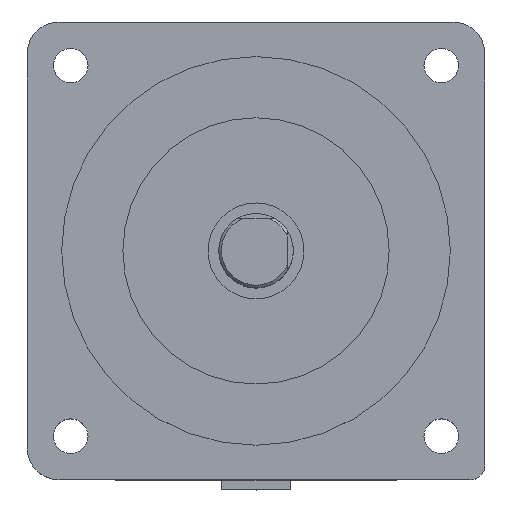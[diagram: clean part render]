
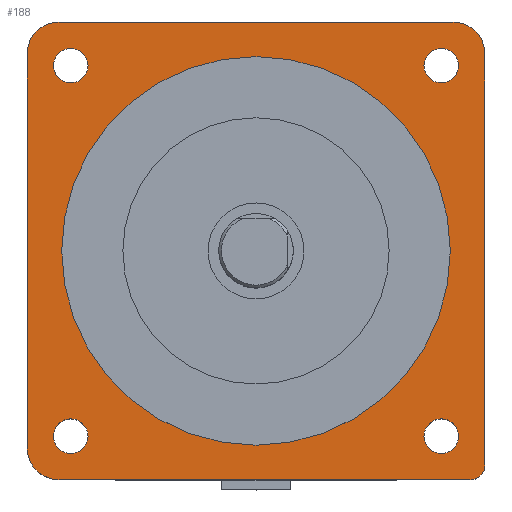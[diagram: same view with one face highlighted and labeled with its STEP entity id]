
A CAD part, top view. The second image highlights one B-rep face of the part: STEP entity #188.
In plain terms, the highlighted planar face has unit normal (0, 0, 1).
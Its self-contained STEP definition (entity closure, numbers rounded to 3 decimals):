
#188 = ADVANCED_FACE( '', ( #487, #488, #489, #490, #491, #492 ), #493, .T. );
#487 = FACE_BOUND( '', #914, .T. );
#488 = FACE_OUTER_BOUND( '', #915, .T. );
#489 = FACE_BOUND( '', #916, .T. );
#490 = FACE_BOUND( '', #917, .T. );
#491 = FACE_BOUND( '', #918, .T. );
#492 = FACE_BOUND( '', #919, .T. );
#493 = PLANE( '', #920 );
#914 = EDGE_LOOP( '', ( #1449 ) );
#915 = EDGE_LOOP( '', ( #1450, #1451, #1452, #1453, #1454, #1455, #1456, #1457 ) );
#916 = EDGE_LOOP( '', ( #1458 ) );
#917 = EDGE_LOOP( '', ( #1459 ) );
#918 = EDGE_LOOP( '', ( #1460 ) );
#919 = EDGE_LOOP( '', ( #1461 ) );
#920 = AXIS2_PLACEMENT_3D( '', #1462, #1463, #1464 );
#1449 = ORIENTED_EDGE( '', *, *, #2592, .F. );
#1450 = ORIENTED_EDGE( '', *, *, #2593, .F. );
#1451 = ORIENTED_EDGE( '', *, *, #2495, .F. );
#1452 = ORIENTED_EDGE( '', *, *, #2594, .F. );
#1453 = ORIENTED_EDGE( '', *, *, #2595, .F. );
#1454 = ORIENTED_EDGE( '', *, *, #2596, .F. );
#1455 = ORIENTED_EDGE( '', *, *, #2597, .F. );
#1456 = ORIENTED_EDGE( '', *, *, #2489, .F. );
#1457 = ORIENTED_EDGE( '', *, *, #2598, .F. );
#1458 = ORIENTED_EDGE( '', *, *, #2599, .F. );
#1459 = ORIENTED_EDGE( '', *, *, #2600, .F. );
#1460 = ORIENTED_EDGE( '', *, *, #2601, .F. );
#1461 = ORIENTED_EDGE( '', *, *, #2602, .T. );
#1462 = CARTESIAN_POINT( '', ( 18.25, 0., -1.6 ) );
#1463 = DIRECTION( '', ( 0., 0., 1. ) );
#1464 = DIRECTION( '', ( 1., 0., 0. ) );
#2489 = EDGE_CURVE( '', #2961, #2963, #2964, .T. );
#2495 = EDGE_CURVE( '', #2972, #2968, #2974, .F. );
#2592 = EDGE_CURVE( '', #3145, #3145, #3146, .T. );
#2593 = EDGE_CURVE( '', #2968, #3147, #3148, .T. );
#2594 = EDGE_CURVE( '', #3149, #2972, #3150, .T. );
#2595 = EDGE_CURVE( '', #3151, #3149, #3152, .F. );
#2596 = EDGE_CURVE( '', #3153, #3151, #3154, .T. );
#2597 = EDGE_CURVE( '', #2963, #3153, #3155, .F. );
#2598 = EDGE_CURVE( '', #3147, #2961, #3156, .F. );
#2599 = EDGE_CURVE( '', #3157, #3157, #3158, .T. );
#2600 = EDGE_CURVE( '', #3159, #3159, #3160, .T. );
#2601 = EDGE_CURVE( '', #3161, #3161, #3162, .T. );
#2602 = EDGE_CURVE( '', #3163, #3163, #3164, .T. );
#2961 = VERTEX_POINT( '', #3654 );
#2963 = VERTEX_POINT( '', #3657 );
#2964 = LINE( '', #3658, #3659 );
#2968 = VERTEX_POINT( '', #3664 );
#2972 = VERTEX_POINT( '', #3669 );
#2974 = CIRCLE( '', #3672, 2.815 );
#3145 = VERTEX_POINT( '', #3897 );
#3146 = CIRCLE( '', #3898, 3.25 );
#3147 = VERTEX_POINT( '', #3899 );
#3148 = LINE( '', #3900, #3901 );
#3149 = VERTEX_POINT( '', #3902 );
#3150 = LINE( '', #3903, #3904 );
#3151 = VERTEX_POINT( '', #3905 );
#3152 = CIRCLE( '', #3906, 6. );
#3153 = VERTEX_POINT( '', #3907 );
#3154 = LINE( '', #3908, #3909 );
#3155 = CIRCLE( '', #3910, 6. );
#3156 = CIRCLE( '', #3911, 6. );
#3157 = VERTEX_POINT( '', #3912 );
#3158 = CIRCLE( '', #3913, 3.25 );
#3159 = VERTEX_POINT( '', #3914 );
#3160 = CIRCLE( '', #3915, 3.25 );
#3161 = VERTEX_POINT( '', #3916 );
#3162 = CIRCLE( '', #3917, 3.25 );
#3163 = VERTEX_POINT( '', #3918 );
#3164 = CIRCLE( '', #3919, 36.5 );
#3654 = CARTESIAN_POINT( '', ( -43., -37., -1.6 ) );
#3657 = CARTESIAN_POINT( '', ( -43., 37., -1.6 ) );
#3658 = CARTESIAN_POINT( '', ( -43., 37., -1.6 ) );
#3659 = VECTOR( '', #4533, 1000. );
#3664 = CARTESIAN_POINT( '', ( 40.185, -43., -1.6 ) );
#3669 = CARTESIAN_POINT( '', ( 43., -40.185, -1.6 ) );
#3672 = AXIS2_PLACEMENT_3D( '', #4540, #4541, #4542 );
#3897 = CARTESIAN_POINT( '', ( -31.55, 34.8, -1.6 ) );
#3898 = AXIS2_PLACEMENT_3D( '', #4687, #4688, #4689 );
#3899 = CARTESIAN_POINT( '', ( -37., -43., -1.6 ) );
#3900 = CARTESIAN_POINT( '', ( -37., -43., -1.6 ) );
#3901 = VECTOR( '', #4690, 1000. );
#3902 = CARTESIAN_POINT( '', ( 43., 37., -1.6 ) );
#3903 = CARTESIAN_POINT( '', ( 43., -40.185, -1.6 ) );
#3904 = VECTOR( '', #4691, 1000. );
#3905 = CARTESIAN_POINT( '', ( 37., 43., -1.6 ) );
#3906 = AXIS2_PLACEMENT_3D( '', #4692, #4693, #4694 );
#3907 = CARTESIAN_POINT( '', ( -37., 43., -1.6 ) );
#3908 = CARTESIAN_POINT( '', ( 37., 43., -1.6 ) );
#3909 = VECTOR( '', #4695, 1000. );
#3910 = AXIS2_PLACEMENT_3D( '', #4696, #4697, #4698 );
#3911 = AXIS2_PLACEMENT_3D( '', #4699, #4700, #4701 );
#3912 = CARTESIAN_POINT( '', ( 38.05, -34.8, -1.6 ) );
#3913 = AXIS2_PLACEMENT_3D( '', #4702, #4703, #4704 );
#3914 = CARTESIAN_POINT( '', ( 38.05, 34.8, -1.6 ) );
#3915 = AXIS2_PLACEMENT_3D( '', #4705, #4706, #4707 );
#3916 = CARTESIAN_POINT( '', ( -31.55, -34.8, -1.6 ) );
#3917 = AXIS2_PLACEMENT_3D( '', #4708, #4709, #4710 );
#3918 = CARTESIAN_POINT( '', ( 36.5, 0., -1.6 ) );
#3919 = AXIS2_PLACEMENT_3D( '', #4711, #4712, #4713 );
#4533 = DIRECTION( '', ( 0., 1., 0. ) );
#4540 = CARTESIAN_POINT( '', ( 40.185, -40.185, -1.6 ) );
#4541 = DIRECTION( '', ( 0., 0., 1. ) );
#4542 = DIRECTION( '', ( 1., 0., 0. ) );
#4687 = CARTESIAN_POINT( '', ( -34.8, 34.8, -1.6 ) );
#4688 = DIRECTION( '', ( 0., 0., 1. ) );
#4689 = DIRECTION( '', ( 1., 0., 0. ) );
#4690 = DIRECTION( '', ( -1., 0., 0. ) );
#4691 = DIRECTION( '', ( 0., -1., 0. ) );
#4692 = CARTESIAN_POINT( '', ( 37., 37., -1.6 ) );
#4693 = DIRECTION( '', ( 0., 0., 1. ) );
#4694 = DIRECTION( '', ( 1., 0., 0. ) );
#4695 = DIRECTION( '', ( 1., 0., 0. ) );
#4696 = CARTESIAN_POINT( '', ( -37., 37., -1.6 ) );
#4697 = DIRECTION( '', ( 0., 0., 1. ) );
#4698 = DIRECTION( '', ( 1., 0., 0. ) );
#4699 = CARTESIAN_POINT( '', ( -37., -37., -1.6 ) );
#4700 = DIRECTION( '', ( 0., 0., 1. ) );
#4701 = DIRECTION( '', ( 1., 0., 0. ) );
#4702 = CARTESIAN_POINT( '', ( 34.8, -34.8, -1.6 ) );
#4703 = DIRECTION( '', ( 0., 0., 1. ) );
#4704 = DIRECTION( '', ( 1., 0., 0. ) );
#4705 = CARTESIAN_POINT( '', ( 34.8, 34.8, -1.6 ) );
#4706 = DIRECTION( '', ( 0., 0., 1. ) );
#4707 = DIRECTION( '', ( 1., 0., 0. ) );
#4708 = CARTESIAN_POINT( '', ( -34.8, -34.8, -1.6 ) );
#4709 = DIRECTION( '', ( 0., 0., 1. ) );
#4710 = DIRECTION( '', ( 1., 0., 0. ) );
#4711 = CARTESIAN_POINT( '', ( 0., 0., -1.6 ) );
#4712 = DIRECTION( '', ( 0., 0., -1. ) );
#4713 = DIRECTION( '', ( 1., 0., 0. ) );
